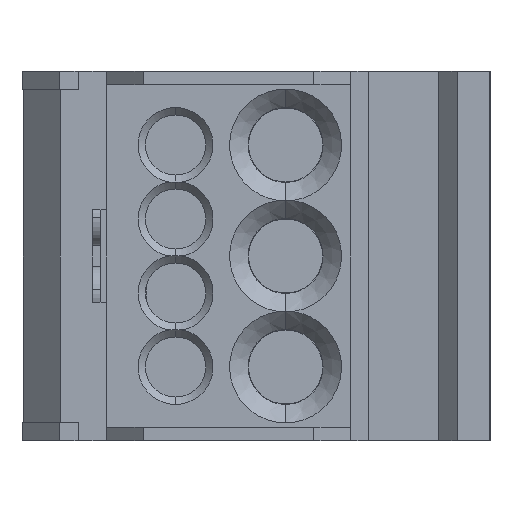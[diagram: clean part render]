
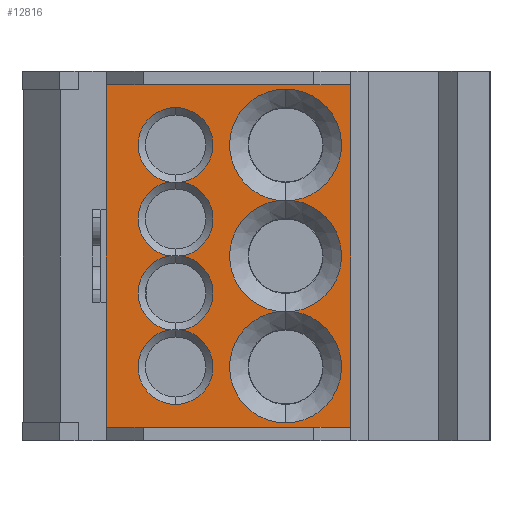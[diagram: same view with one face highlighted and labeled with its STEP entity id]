
A CAD part, left-side view. The second image highlights one B-rep face of the part: STEP entity #12816.
In plain terms, the highlighted planar face has unit normal (-1, 0, 0).
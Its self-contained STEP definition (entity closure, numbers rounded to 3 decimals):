
#7920=DIRECTION('',(0.,0.,-1.));
#7921=VECTOR('',#7920,37.);
#7922=CARTESIAN_POINT('',(124.923,76.02,38.5));
#7923=LINE('',#7922,#7921);
#8582=DIRECTION('',(0.,-1.,0.));
#8583=VECTOR('',#8582,26.444);
#8584=CARTESIAN_POINT('',(124.923,76.02,1.5));
#8585=LINE('',#8584,#8583);
#8610=DIRECTION('',(0.,0.,-1.));
#8611=VECTOR('',#8610,37.);
#8612=CARTESIAN_POINT('',(124.923,49.576,38.5));
#8613=LINE('',#8612,#8611);
#8617=DIRECTION('',(0.,-1.,0.));
#8618=VECTOR('',#8617,26.444);
#8619=CARTESIAN_POINT('',(124.923,76.02,38.5));
#8620=LINE('',#8619,#8618);
#8624=CARTESIAN_POINT('',(124.923,68.528,24.));
#8625=DIRECTION('',(-1.,0.,0.));
#8626=DIRECTION('',(0.,0.157,0.988));
#8627=AXIS2_PLACEMENT_3D('',#8624,#8625,#8626);
#8632=CARTESIAN_POINT('',(124.923,68.528,16.));
#8633=DIRECTION('',(-1.,0.,0.));
#8634=DIRECTION('',(0.,0.157,0.988));
#8635=AXIS2_PLACEMENT_3D('',#8632,#8633,#8634);
#8640=CARTESIAN_POINT('',(124.923,68.528,8.));
#8641=DIRECTION('',(-1.,0.,0.));
#8642=DIRECTION('',(0.,0.157,0.988));
#8643=AXIS2_PLACEMENT_3D('',#8640,#8641,#8642);
#8648=CARTESIAN_POINT('',(124.923,68.528,8.));
#8649=DIRECTION('',(-1.,0.,0.));
#8650=DIRECTION('',(0.,0.,-1.));
#8651=AXIS2_PLACEMENT_3D('',#8648,#8649,#8650);
#8656=CARTESIAN_POINT('',(124.923,68.528,16.));
#8657=DIRECTION('',(-1.,0.,0.));
#8658=DIRECTION('',(0.,-0.157,-0.988));
#8659=AXIS2_PLACEMENT_3D('',#8656,#8657,#8658);
#8664=CARTESIAN_POINT('',(124.923,68.528,24.));
#8665=DIRECTION('',(-1.,0.,0.));
#8666=DIRECTION('',(0.,-0.157,-0.988));
#8667=AXIS2_PLACEMENT_3D('',#8664,#8665,#8666);
#8672=CARTESIAN_POINT('',(124.923,68.528,32.));
#8673=DIRECTION('',(-1.,0.,0.));
#8674=DIRECTION('',(0.,-0.157,-0.988));
#8675=AXIS2_PLACEMENT_3D('',#8672,#8673,#8674);
#8680=CARTESIAN_POINT('',(124.923,68.528,32.));
#8681=DIRECTION('',(-1.,0.,0.));
#8682=DIRECTION('',(0.,0.,1.));
#8683=AXIS2_PLACEMENT_3D('',#8680,#8681,#8682);
#8688=CARTESIAN_POINT('',(124.923,56.628,8.));
#8689=DIRECTION('',(-1.,0.,0.));
#8690=DIRECTION('',(0.,0.,-1.));
#8691=AXIS2_PLACEMENT_3D('',#8688,#8689,#8690);
#8696=CARTESIAN_POINT('',(124.923,56.628,20.));
#8697=DIRECTION('',(-1.,0.,0.));
#8698=DIRECTION('',(0.,-0.128,-0.992));
#8699=AXIS2_PLACEMENT_3D('',#8696,#8697,#8698);
#8704=CARTESIAN_POINT('',(124.923,56.628,32.));
#8705=DIRECTION('',(-1.,0.,0.));
#8706=DIRECTION('',(0.,-0.128,-0.992));
#8707=AXIS2_PLACEMENT_3D('',#8704,#8705,#8706);
#8712=CARTESIAN_POINT('',(124.923,56.628,32.));
#8713=DIRECTION('',(-1.,0.,0.));
#8714=DIRECTION('',(0.,0.,1.));
#8715=AXIS2_PLACEMENT_3D('',#8712,#8713,#8714);
#8720=CARTESIAN_POINT('',(124.923,56.628,20.));
#8721=DIRECTION('',(-1.,0.,0.));
#8722=DIRECTION('',(0.,0.128,0.992));
#8723=AXIS2_PLACEMENT_3D('',#8720,#8721,#8722);
#8728=CARTESIAN_POINT('',(124.923,56.628,8.));
#8729=DIRECTION('',(-1.,0.,0.));
#8730=DIRECTION('',(0.,0.128,0.992));
#8731=AXIS2_PLACEMENT_3D('',#8728,#8729,#8730);
#11508=CARTESIAN_POINT('',(124.923,76.02,38.5));
#11509=VERTEX_POINT('',#11508);
#11510=CARTESIAN_POINT('',(124.923,76.02,1.5));
#11511=VERTEX_POINT('',#11510);
#11693=CARTESIAN_POINT('',(124.923,49.576,1.5));
#11694=VERTEX_POINT('',#11693);
#11695=CARTESIAN_POINT('',(124.923,49.576,38.5));
#11696=VERTEX_POINT('',#11695);
#11703=CARTESIAN_POINT('',(124.923,69.163,28.));
#11704=CARTESIAN_POINT('',(124.923,69.163,20.));
#11705=VERTEX_POINT('',#11703);
#11706=VERTEX_POINT('',#11704);
#11707=CARTESIAN_POINT('',(124.923,69.163,12.));
#11708=VERTEX_POINT('',#11707);
#11709=CARTESIAN_POINT('',(124.923,68.528,3.95));
#11710=VERTEX_POINT('',#11709);
#11711=CARTESIAN_POINT('',(124.923,67.894,12.));
#11712=VERTEX_POINT('',#11711);
#11713=CARTESIAN_POINT('',(124.923,67.894,20.));
#11714=VERTEX_POINT('',#11713);
#11715=CARTESIAN_POINT('',(124.923,67.894,28.));
#11716=VERTEX_POINT('',#11715);
#11717=CARTESIAN_POINT('',(124.923,68.528,36.05));
#11718=VERTEX_POINT('',#11717);
#11719=CARTESIAN_POINT('',(124.923,56.628,1.95));
#11720=CARTESIAN_POINT('',(124.923,55.852,14.));
#11721=VERTEX_POINT('',#11719);
#11722=VERTEX_POINT('',#11720);
#11723=CARTESIAN_POINT('',(124.923,55.852,26.));
#11724=VERTEX_POINT('',#11723);
#11725=CARTESIAN_POINT('',(124.923,56.628,38.05));
#11726=VERTEX_POINT('',#11725);
#11727=CARTESIAN_POINT('',(124.923,57.405,26.));
#11728=VERTEX_POINT('',#11727);
#11729=CARTESIAN_POINT('',(124.923,57.405,14.));
#11730=VERTEX_POINT('',#11729);
#12772=CARTESIAN_POINT('',(124.923,49.576,40.));
#12773=DIRECTION('',(1.,0.,0.));
#12774=DIRECTION('',(0.,0.,-1.));
#12775=AXIS2_PLACEMENT_3D('',#12772,#12773,#12774);
#12776=PLANE('',#12775);
#12777=ORIENTED_EDGE('',*,*,#12673,.T.);
#12778=ORIENTED_EDGE('',*,*,#12757,.F.);
#12779=ORIENTED_EDGE('',*,*,#12349,.F.);
#12781=ORIENTED_EDGE('',*,*,#12780,.T.);
#12782=EDGE_LOOP('',(#12777,#12778,#12779,#12781));
#12783=FACE_OUTER_BOUND('',#12782,.F.);
#12785=ORIENTED_EDGE('',*,*,#12784,.T.);
#12787=ORIENTED_EDGE('',*,*,#12786,.T.);
#12789=ORIENTED_EDGE('',*,*,#12788,.T.);
#12791=ORIENTED_EDGE('',*,*,#12790,.T.);
#12793=ORIENTED_EDGE('',*,*,#12792,.T.);
#12795=ORIENTED_EDGE('',*,*,#12794,.T.);
#12797=ORIENTED_EDGE('',*,*,#12796,.T.);
#12799=ORIENTED_EDGE('',*,*,#12798,.T.);
#12800=EDGE_LOOP('',(#12785,#12787,#12789,#12791,#12793,#12795,#12797,#12799));
#12801=FACE_BOUND('',#12800,.F.);
#12803=ORIENTED_EDGE('',*,*,#12802,.T.);
#12805=ORIENTED_EDGE('',*,*,#12804,.T.);
#12807=ORIENTED_EDGE('',*,*,#12806,.T.);
#12809=ORIENTED_EDGE('',*,*,#12808,.T.);
#12811=ORIENTED_EDGE('',*,*,#12810,.T.);
#12813=ORIENTED_EDGE('',*,*,#12812,.T.);
#12814=EDGE_LOOP('',(#12803,#12805,#12807,#12809,#12811,#12813));
#12815=FACE_BOUND('',#12814,.F.);
#8628=CIRCLE('',#8627,4.05);
#8636=CIRCLE('',#8635,4.05);
#8644=CIRCLE('',#8643,4.05);
#8652=CIRCLE('',#8651,4.05);
#8660=CIRCLE('',#8659,4.05);
#8668=CIRCLE('',#8667,4.05);
#8676=CIRCLE('',#8675,4.05);
#8684=CIRCLE('',#8683,4.05);
#8692=CIRCLE('',#8691,6.05);
#8700=CIRCLE('',#8699,6.05);
#8708=CIRCLE('',#8707,6.05);
#8716=CIRCLE('',#8715,6.05);
#8724=CIRCLE('',#8723,6.05);
#8732=CIRCLE('',#8731,6.05);
#12349=EDGE_CURVE('',#11509,#11511,#7923,.T.);
#12673=EDGE_CURVE('',#11696,#11694,#8613,.T.);
#12757=EDGE_CURVE('',#11511,#11694,#8585,.T.);
#12780=EDGE_CURVE('',#11509,#11696,#8620,.T.);
#12784=EDGE_CURVE('',#11705,#11706,#8628,.T.);
#12786=EDGE_CURVE('',#11706,#11708,#8636,.T.);
#12788=EDGE_CURVE('',#11708,#11710,#8644,.T.);
#12790=EDGE_CURVE('',#11710,#11712,#8652,.T.);
#12792=EDGE_CURVE('',#11712,#11714,#8660,.T.);
#12794=EDGE_CURVE('',#11714,#11716,#8668,.T.);
#12796=EDGE_CURVE('',#11716,#11718,#8676,.T.);
#12798=EDGE_CURVE('',#11718,#11705,#8684,.T.);
#12802=EDGE_CURVE('',#11721,#11722,#8692,.T.);
#12804=EDGE_CURVE('',#11722,#11724,#8700,.T.);
#12806=EDGE_CURVE('',#11724,#11726,#8708,.T.);
#12808=EDGE_CURVE('',#11726,#11728,#8716,.T.);
#12810=EDGE_CURVE('',#11728,#11730,#8724,.T.);
#12812=EDGE_CURVE('',#11730,#11721,#8732,.T.);
#12816=ADVANCED_FACE('',(#12783,#12801,#12815),#12776,.F.);
